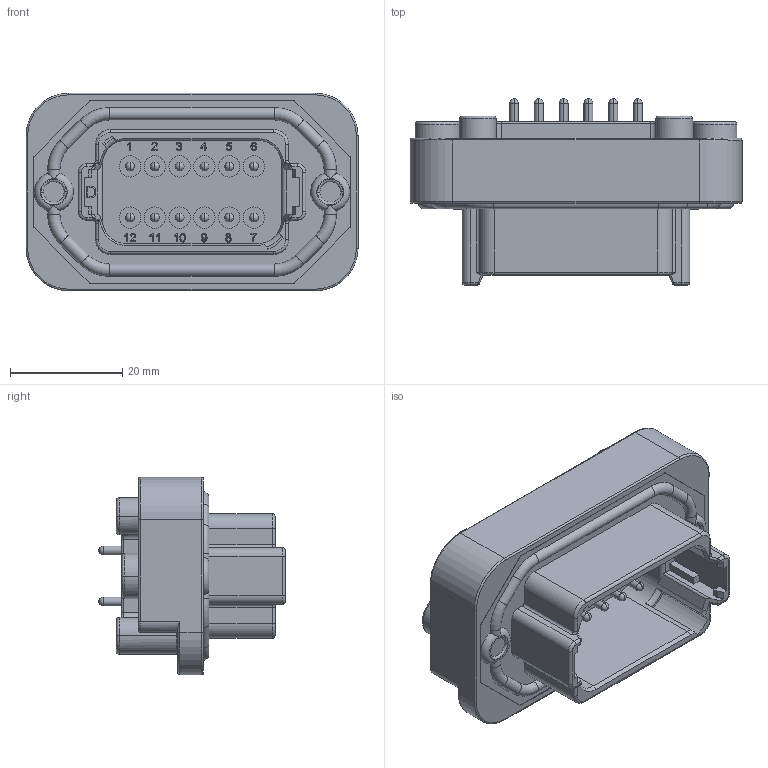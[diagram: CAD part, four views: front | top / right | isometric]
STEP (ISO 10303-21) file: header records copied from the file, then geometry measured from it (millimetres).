
FILE_DESCRIPTION((''),'2;1');
FILE_NAME('C-AT15-12PD-BM03_3D','2018-08-07T',('Jony.xie'),(''),'PRO/ENGINEER BY PARAMETRIC TECHNOLOGY CORPORATION, 2013230','PRO/ENGINEER BY PARAMETRIC TECHNOLOGY CORPORATION, 2013230','');
FILE_SCHEMA(('CONFIG_CONTROL_DESIGN'));
Length unit declared in the file: millimetre
Products named in the file (1): C-AT15-12PD-BM03_3D
Bounding box: 59.2 x 33.21 x 35.25 mm (x, y, z)
Volume: 24188.6 mm3; surface area: 11076.4 mm2
Topology: 1 solids, 1 shells, 823 faces, 2213 edges, 1404 vertices
Faces by surface type: plane 246, cylinder 212, extrusion 212, torus 76, sphere 58, bspline 13, cone 6
Entity records: 27436 total; most frequent: CARTESIAN_POINT 7625, ORIENTED_EDGE 4310, DIRECTION 3671, EDGE_CURVE 2155, VERTEX_POINT 1404, AXIS2_PLACEMENT_3D 1232, VECTOR 1207, LINE 995
